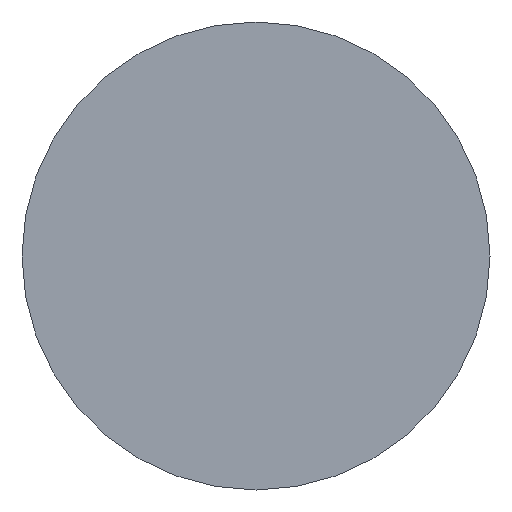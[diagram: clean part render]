
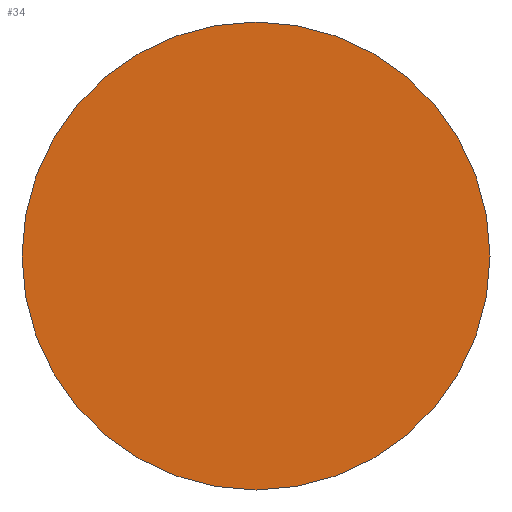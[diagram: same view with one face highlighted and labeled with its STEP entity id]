
A CAD part, front view. The second image highlights one B-rep face of the part: STEP entity #34.
In plain terms, the highlighted planar face has unit normal (0, -1, 0).
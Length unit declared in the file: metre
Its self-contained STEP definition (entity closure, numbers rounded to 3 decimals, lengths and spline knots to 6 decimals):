
#12=PLANE('',#52);
#16=ORIENTED_EDGE('',*,*,#18,.T.);
#18=EDGE_CURVE('',#20,#20,#22,.T.);
#20=VERTEX_POINT('',#69);
#22=CIRCLE('',#50,0.009525);
#26=EDGE_LOOP('',(#16));
#30=FACE_BOUND('',#26,.T.);
#34=ADVANCED_FACE('',(#30),#12,.T.);
#50=AXIS2_PLACEMENT_3D('',#68,#58,#59);
#52=AXIS2_PLACEMENT_3D('',#72,#62,#63);
#58=DIRECTION('',(0.,-1.,0.));
#59=DIRECTION('',(0.,0.,-1.));
#62=DIRECTION('',(0.,-1.,0.));
#63=DIRECTION('',(1.,0.,0.));
#68=CARTESIAN_POINT('',(0.,-1.0033,0.));
#69=CARTESIAN_POINT('',(0.,-1.0033,-0.009525));
#72=CARTESIAN_POINT('',(0.,-1.0033,0.));
